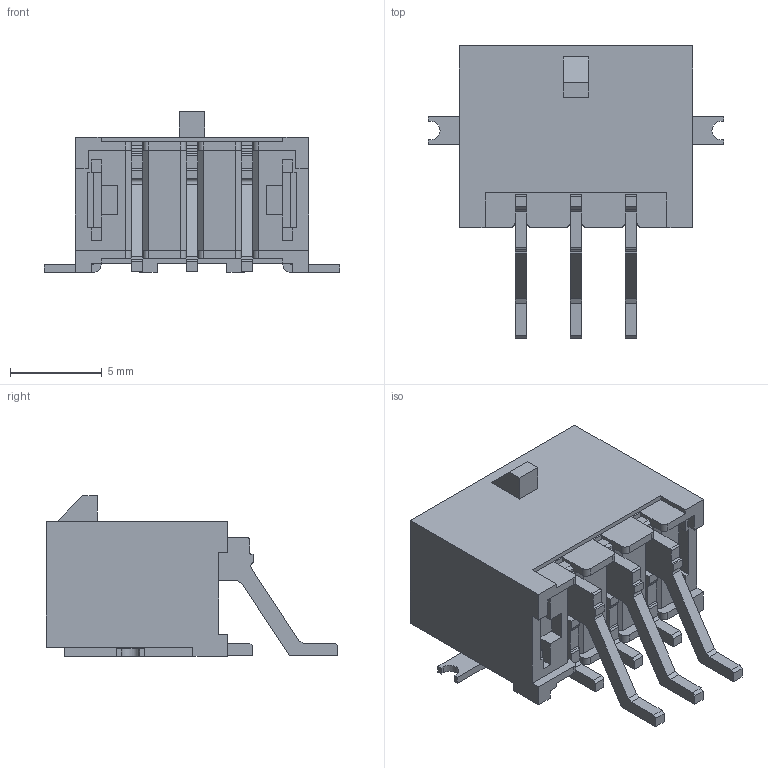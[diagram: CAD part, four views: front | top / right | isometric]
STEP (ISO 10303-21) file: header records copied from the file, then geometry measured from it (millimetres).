
FILE_DESCRIPTION(/* description */ ('Unknown'),/* implementation_level */ '2;1');
FILE_NAME(/* name */ 'J_Wurth_WR-MPC3_662006231722',/* time_stamp */ '2025-06-09T13:48:05+08:00',/* author */ ('Unknown'),/* organization */ ('Unknown'),/* preprocessor_version */ 'ST-DEVELOPER v19.4',/* originating_system */ 'Solid Edge',/* authorisation */ 'Unknown');
FILE_SCHEMA (('AUTOMOTIVE_DESIGN {1 0 10303 214 3 1 1}'));
Length unit declared in the file: millimetre
Products named in the file (2): J_Wurth_WR-MPC3_662006231722
Assembly tree (1 placements, depth 2):
  J_Wurth_WR-MPC3_662006231722
    J_Wurth_WR-MPC3_662006231722
Bounding box: 16.1 x 15.9 x 8.76 mm (x, y, z)
Volume: 590.9 mm3; surface area: 1359.4 mm2
Topology: 1 solids, 1 shells, 422 faces, 1151 edges, 746 vertices
Faces by surface type: plane 383, cylinder 39
Entity records: 16047 total; most frequent: CARTESIAN_POINT 2321, ORIENTED_EDGE 2302, DIRECTION 2077, EDGE_CURVE 1151, LINE 1073, VECTOR 1073, VERTEX_POINT 746, AXIS2_PLACEMENT_3D 502
